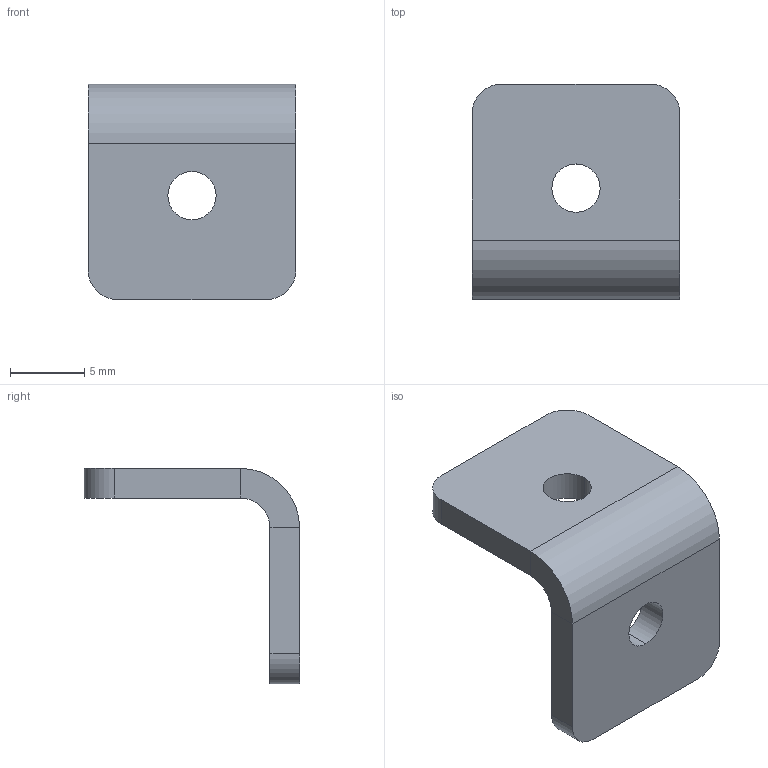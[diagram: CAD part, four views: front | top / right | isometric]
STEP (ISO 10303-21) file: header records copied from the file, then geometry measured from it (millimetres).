
FILE_DESCRIPTION (( 'STEP AP214' ), '1' );
FILE_NAME ('SNSD.15.01.39 赶鎀鍧 15x15L(S112).STEP', '2015-06-24T11:09:03', ( 'user' ), ( '' ), 'SwSTEP 2.0', 'SolidWorks 2014', '' );
FILE_SCHEMA (( 'AUTOMOTIVE_DESIGN' ));
Length unit declared in the file: millimetre
Products named in the file (2): SNSD.15.01.39 赶鎀鍧 15x15L(S112)
Bounding box: 14 x 14.5 x 14.5 mm (x, y, z)
Volume: 679.9 mm3; surface area: 872.7 mm2
Topology: 1 solids, 1 shells, 22 faces, 52 edges, 32 vertices
Faces by surface type: plane 12, cylinder 10
Entity records: 689 total; most frequent: DIRECTION 120, CARTESIAN_POINT 108, ORIENTED_EDGE 104, EDGE_CURVE 52, AXIS2_PLACEMENT_3D 44, VERTEX_POINT 32, VECTOR 32, LINE 32
